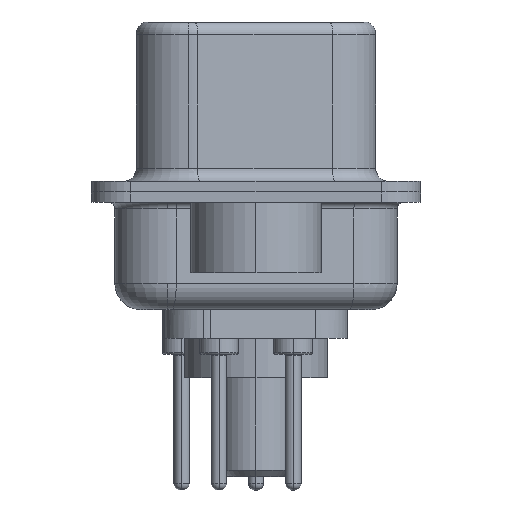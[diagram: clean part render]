
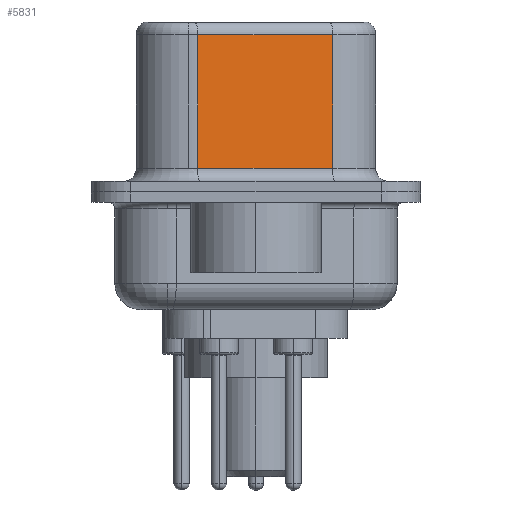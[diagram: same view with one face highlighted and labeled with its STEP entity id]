
A CAD part, left-side view. The second image highlights one B-rep face of the part: STEP entity #5831.
In plain terms, the highlighted planar face has unit normal (-0.985, -0.174, 0).
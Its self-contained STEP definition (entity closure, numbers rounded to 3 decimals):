
#12 = ORIENTED_EDGE ( 'NONE', *, *, #15471, .T. ) ;
#92 = FACE_OUTER_BOUND ( 'NONE', #11491, .T. ) ;
#447 = CARTESIAN_POINT ( 'NONE',  ( 3.675, 2.233, 6.02 ) ) ;
#511 = CARTESIAN_POINT ( 'NONE',  ( 3.675, 2.233, 6.52 ) ) ;
#1156 = LINE ( 'NONE', #16736, #5116 ) ;
#1263 = DIRECTION ( 'NONE',  ( 0.174, -0.985, 0. ) ) ;
#1386 = VECTOR ( 'NONE', #1263, 1000. ) ;
#3282 = CARTESIAN_POINT ( 'NONE',  ( 4.585, -2.927, 0.9 ) ) ;
#3579 = EDGE_CURVE ( 'NONE', #11010, #6623, #12557, .T. ) ;
#4142 = AXIS2_PLACEMENT_3D ( 'NONE', #12099, #4316, #12165 ) ;
#4316 = DIRECTION ( 'NONE',  ( 0.985, 0.174, 0. ) ) ;
#4582 = VECTOR ( 'NONE', #14988, 1000. ) ;
#4805 = ORIENTED_EDGE ( 'NONE', *, *, #3579, .T. ) ;
#5116 = VECTOR ( 'NONE', #19977, 1000. ) ;
#5831 = ADVANCED_FACE ( 'NONE', ( #92 ), #19777, .F. ) ;
#6623 = VERTEX_POINT ( 'NONE', #447 ) ;
#10760 = CARTESIAN_POINT ( 'NONE',  ( 4.585, -2.927, 0.9 ) ) ;
#10850 = VERTEX_POINT ( 'NONE', #3282 ) ;
#11010 = VERTEX_POINT ( 'NONE', #14738 ) ;
#11188 = EDGE_CURVE ( 'NONE', #11010, #10850, #1156, .T. ) ;
#11296 = EDGE_CURVE ( 'NONE', #17453, #10850, #20543, .T. ) ;
#11491 = EDGE_LOOP ( 'NONE', ( #18842, #4805, #12, #13899 ) ) ;
#12099 = CARTESIAN_POINT ( 'NONE',  ( 4.585, -2.927, 6.52 ) ) ;
#12165 = DIRECTION ( 'NONE',  ( -0.174, 0.985, 0. ) ) ;
#12557 = LINE ( 'NONE', #13974, #19828 ) ;
#13899 = ORIENTED_EDGE ( 'NONE', *, *, #11296, .T. ) ;
#13974 = CARTESIAN_POINT ( 'NONE',  ( 4.585, -2.927, 6.02 ) ) ;
#14738 = CARTESIAN_POINT ( 'NONE',  ( 4.585, -2.927, 6.02 ) ) ;
#14988 = DIRECTION ( 'NONE',  ( 0., 0., -1. ) ) ;
#15471 = EDGE_CURVE ( 'NONE', #6623, #17453, #17270, .T. ) ;
#16736 = CARTESIAN_POINT ( 'NONE',  ( 4.585, -2.927, 6.52 ) ) ;
#17196 = DIRECTION ( 'NONE',  ( -0.174, 0.985, 0. ) ) ;
#17270 = LINE ( 'NONE', #511, #4582 ) ;
#17453 = VERTEX_POINT ( 'NONE', #17887 ) ;
#17887 = CARTESIAN_POINT ( 'NONE',  ( 3.675, 2.233, 0.9 ) ) ;
#18842 = ORIENTED_EDGE ( 'NONE', *, *, #11188, .F. ) ;
#19777 = PLANE ( 'NONE',  #4142 ) ;
#19828 = VECTOR ( 'NONE', #17196, 1000. ) ;
#19977 = DIRECTION ( 'NONE',  ( 0., 0., -1. ) ) ;
#20543 = LINE ( 'NONE', #10760, #1386 ) ;
